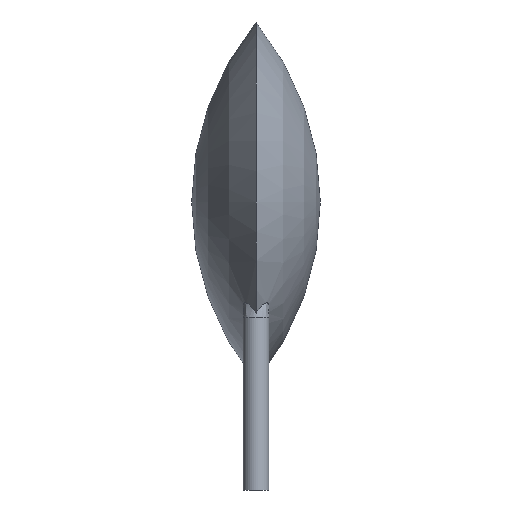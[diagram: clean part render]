
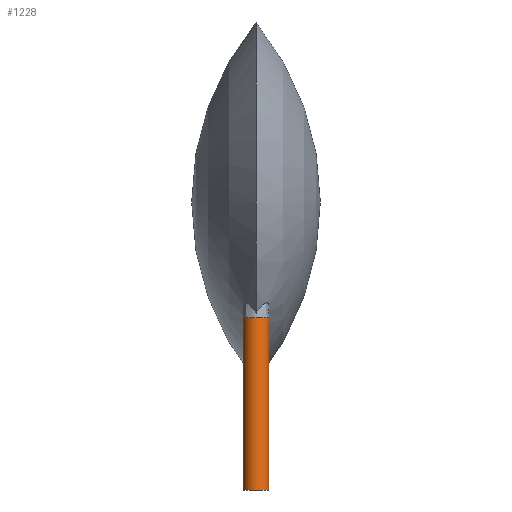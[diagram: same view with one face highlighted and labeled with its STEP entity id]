
A CAD part, left-side view. The second image highlights one B-rep face of the part: STEP entity #1228.
In plain terms, the highlighted cylindrical face has radius 0.25 mm (diameter 0.5 mm), a full revolution.
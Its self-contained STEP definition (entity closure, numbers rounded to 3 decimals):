
#637 = VERTEX_POINT('',#638);
#638 = CARTESIAN_POINT('',(-2.343,-0.194,1.35));
#767 = EDGE_CURVE('',#637,#768,#770,.T.);
#768 = VERTEX_POINT('',#769);
#769 = CARTESIAN_POINT('',(-2.25,0.,0.919));
#770 = B_SPLINE_CURVE_WITH_KNOTS('',6,(#771,#772,#773,#774,#775,#776,
#777,#778,#779,#780,#781,#782),.UNSPECIFIED.,.F.,.F.,(7,5,7),(0.,
0.51,1.),.UNSPECIFIED.);
#771 = CARTESIAN_POINT('',(-2.343,-0.194,1.35));
#772 = CARTESIAN_POINT('',(-2.33,-0.184,
1.316));
#773 = CARTESIAN_POINT('',(-2.318,-0.172,
1.281));
#774 = CARTESIAN_POINT('',(-2.306,-0.16,
1.245));
#775 = CARTESIAN_POINT('',(-2.296,-0.146,
1.209));
#776 = CARTESIAN_POINT('',(-2.286,-0.131,1.172
));
#777 = CARTESIAN_POINT('',(-2.269,-0.098,
1.099));
#778 = CARTESIAN_POINT('',(-2.262,-0.081,
1.063));
#779 = CARTESIAN_POINT('',(-2.257,-0.063,
1.027));
#780 = CARTESIAN_POINT('',(-2.252,-0.043,
0.99));
#781 = CARTESIAN_POINT('',(-2.25,-0.022,0.954));
#782 = CARTESIAN_POINT('',(-2.25,0.,0.919));
#952 = EDGE_CURVE('',#768,#953,#955,.T.);
#953 = VERTEX_POINT('',#954);
#954 = CARTESIAN_POINT('',(-2.343,0.194,1.35));
#955 = B_SPLINE_CURVE_WITH_KNOTS('',7,(#956,#957,#958,#959,#960,#961,
#962,#963,#964,#965,#966,#967,#968,#969),.UNSPECIFIED.,.F.,.F.,(8,6,
8),(0.,0.462,1.),.UNSPECIFIED.);
#956 = CARTESIAN_POINT('',(-2.25,0.,0.919));
#957 = CARTESIAN_POINT('',(-2.25,0.018,0.947));
#958 = CARTESIAN_POINT('',(-2.251,0.035,
0.976));
#959 = CARTESIAN_POINT('',(-2.254,0.051,
1.006));
#960 = CARTESIAN_POINT('',(-2.258,0.067,
1.035));
#961 = CARTESIAN_POINT('',(-2.263,0.082,
1.065));
#962 = CARTESIAN_POINT('',(-2.268,0.095,
1.094));
#963 = CARTESIAN_POINT('',(-2.282,0.124,1.157
));
#964 = CARTESIAN_POINT('',(-2.29,0.138,1.19
));
#965 = CARTESIAN_POINT('',(-2.3,0.151,1.223
));
#966 = CARTESIAN_POINT('',(-2.309,0.163,1.256
));
#967 = CARTESIAN_POINT('',(-2.32,0.175,1.288
));
#968 = CARTESIAN_POINT('',(-2.331,0.185,1.319
));
#969 = CARTESIAN_POINT('',(-2.343,0.194,1.35));
#1228 = ADVANCED_FACE('',(#1229),#1265,.T.);
#1229 = FACE_BOUND('',#1230,.F.);
#1230 = EDGE_LOOP('',(#1231,#1240,#1248,#1255,#1256,#1257,#1264));
#1231 = ORIENTED_EDGE('',*,*,#1232,.F.);
#1232 = EDGE_CURVE('',#1233,#1233,#1235,.T.);
#1233 = VERTEX_POINT('',#1234);
#1234 = CARTESIAN_POINT('',(-2.5,-0.25,-2.));
#1235 = CIRCLE('',#1236,0.25);
#1236 = AXIS2_PLACEMENT_3D('',#1237,#1238,#1239);
#1237 = CARTESIAN_POINT('',(-2.5,0.,-2.));
#1238 = DIRECTION('',(-0.,0.,1.));
#1239 = DIRECTION('',(0.,-1.,0.));
#1240 = ORIENTED_EDGE('',*,*,#1241,.T.);
#1241 = EDGE_CURVE('',#1233,#1242,#1244,.T.);
#1242 = VERTEX_POINT('',#1243);
#1243 = CARTESIAN_POINT('',(-2.5,-0.25,1.35));
#1244 = LINE('',#1245,#1246);
#1245 = CARTESIAN_POINT('',(-2.5,-0.25,-2.));
#1246 = VECTOR('',#1247,1.);
#1247 = DIRECTION('',(0.,0.,1.));
#1248 = ORIENTED_EDGE('',*,*,#1249,.T.);
#1249 = EDGE_CURVE('',#1242,#637,#1250,.T.);
#1250 = CIRCLE('',#1251,0.25);
#1251 = AXIS2_PLACEMENT_3D('',#1252,#1253,#1254);
#1252 = CARTESIAN_POINT('',(-2.5,0.,1.35));
#1253 = DIRECTION('',(-0.,0.,1.));
#1254 = DIRECTION('',(0.,-1.,0.));
#1255 = ORIENTED_EDGE('',*,*,#767,.T.);
#1256 = ORIENTED_EDGE('',*,*,#952,.T.);
#1257 = ORIENTED_EDGE('',*,*,#1258,.T.);
#1258 = EDGE_CURVE('',#953,#1242,#1259,.T.);
#1259 = CIRCLE('',#1260,0.25);
#1260 = AXIS2_PLACEMENT_3D('',#1261,#1262,#1263);
#1261 = CARTESIAN_POINT('',(-2.5,0.,1.35));
#1262 = DIRECTION('',(-0.,0.,1.));
#1263 = DIRECTION('',(0.,-1.,0.));
#1264 = ORIENTED_EDGE('',*,*,#1241,.F.);
#1265 = CYLINDRICAL_SURFACE('',#1266,0.25);
#1266 = AXIS2_PLACEMENT_3D('',#1267,#1268,#1269);
#1267 = CARTESIAN_POINT('',(-2.5,0.,-2.));
#1268 = DIRECTION('',(-0.,0.,-1.));
#1269 = DIRECTION('',(0.,-1.,0.));
